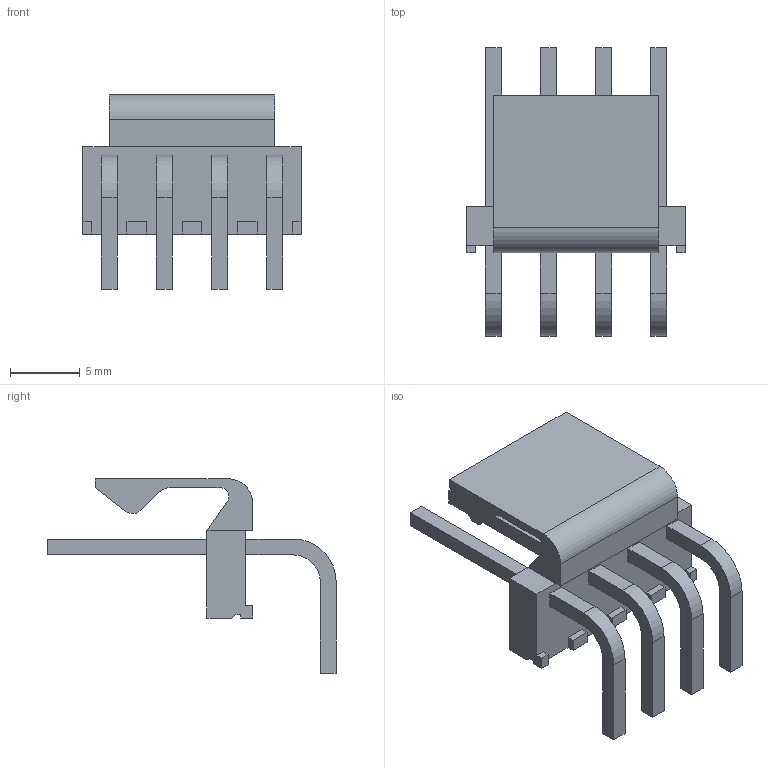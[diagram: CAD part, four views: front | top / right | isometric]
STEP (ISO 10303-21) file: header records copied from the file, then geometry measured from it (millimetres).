
FILE_DESCRIPTION((''),'2;1');
FILE_NAME('MOLEX_26-60-5040.stp','2010-11-01T16:03:22',(''),(''),'Mechanical Desktop 2010','Mechanical Desktop 2010',', , ');
FILE_SCHEMA(('AUTOMOTIVE_DESIGN { 1 2 10303 214 1 1 1 1 }'));
Length unit declared in the file: millimetre
Products named in the file (1): Product
Bounding box: 15.7 x 20.71 x 13.97 mm (x, y, z)
Volume: 632.9 mm3; surface area: 1176.8 mm2
Topology: 9 solids, 9 shells, 109 faces, 270 edges, 180 vertices
Faces by surface type: plane 66, bspline 30, cylinder 13
Entity records: 3234 total; most frequent: CARTESIAN_POINT 649, ORIENTED_EDGE 538, DIRECTION 456, EDGE_CURVE 269, VECTOR 244, LINE 244, VERTEX_POINT 178, EDGE_LOOP 109
